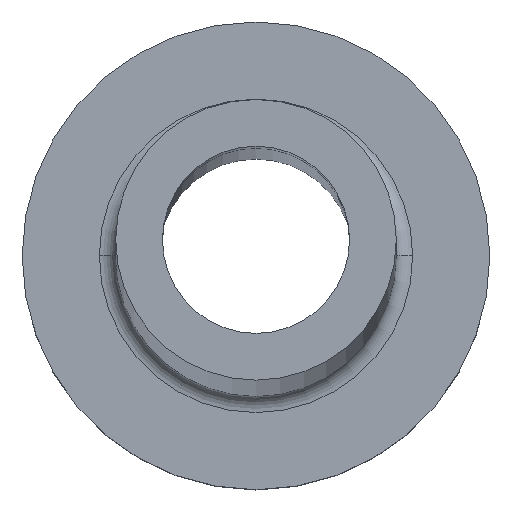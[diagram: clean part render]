
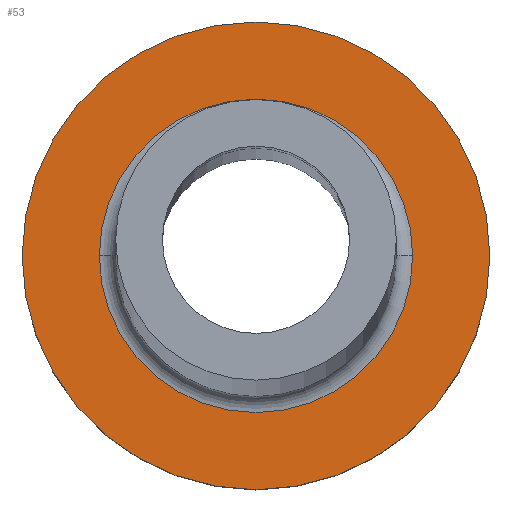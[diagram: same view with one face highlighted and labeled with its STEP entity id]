
A CAD part, top view. The second image highlights one B-rep face of the part: STEP entity #53.
In plain terms, the highlighted planar face has unit normal (0, 0, 1).
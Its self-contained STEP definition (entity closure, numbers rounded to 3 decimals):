
#2 = CARTESIAN_POINT ( 'NONE',  ( -10., 0., 7. ) ) ;
#6 = EDGE_CURVE ( 'NONE', #177, #231, #396, .T. ) ;
#18 = DIRECTION ( 'NONE',  ( 0., 0., 1. ) ) ;
#30 = VERTEX_POINT ( 'NONE', #179 ) ;
#53 = ADVANCED_FACE ( 'NONE', ( #315, #318 ), #425, .T. ) ;
#56 = CARTESIAN_POINT ( 'NONE',  ( 0., 0., 7. ) ) ;
#59 = AXIS2_PLACEMENT_3D ( 'NONE', #178, #104, #321 ) ;
#62 = EDGE_CURVE ( 'NONE', #327, #30, #85, .T. ) ;
#64 = DIRECTION ( 'NONE',  ( 1., 0., 0. ) ) ;
#78 = CIRCLE ( 'NONE', #351, 6.7 ) ;
#85 = CIRCLE ( 'NONE', #320, 10. ) ;
#86 = ORIENTED_EDGE ( 'NONE', *, *, #297, .T. ) ;
#96 = EDGE_LOOP ( 'NONE', ( #164, #371 ) ) ;
#104 = DIRECTION ( 'NONE',  ( 0., 0., -1. ) ) ;
#120 = DIRECTION ( 'NONE',  ( 0., 0., -1. ) ) ;
#126 = CARTESIAN_POINT ( 'NONE',  ( -6.7, 0., 7. ) ) ;
#133 = DIRECTION ( 'NONE',  ( 0., 0., 1. ) ) ;
#141 = CARTESIAN_POINT ( 'NONE',  ( 0., 0., 7. ) ) ;
#155 = CARTESIAN_POINT ( 'NONE',  ( 0., 0., 7. ) ) ;
#164 = ORIENTED_EDGE ( 'NONE', *, *, #6, .T. ) ;
#167 = EDGE_LOOP ( 'NONE', ( #335, #86 ) ) ;
#175 = AXIS2_PLACEMENT_3D ( 'NONE', #141, #349, #64 ) ;
#177 = VERTEX_POINT ( 'NONE', #431 ) ;
#178 = CARTESIAN_POINT ( 'NONE',  ( 0., 0., 7. ) ) ;
#179 = CARTESIAN_POINT ( 'NONE',  ( 10., 0., 7. ) ) ;
#189 = DIRECTION ( 'NONE',  ( 1., 0., 0. ) ) ;
#231 = VERTEX_POINT ( 'NONE', #126 ) ;
#246 = EDGE_CURVE ( 'NONE', #231, #177, #78, .T. ) ;
#248 = AXIS2_PLACEMENT_3D ( 'NONE', #56, #18, #348 ) ;
#297 = EDGE_CURVE ( 'NONE', #30, #327, #329, .T. ) ;
#315 = FACE_BOUND ( 'NONE', #96, .T. ) ;
#318 = FACE_OUTER_BOUND ( 'NONE', #167, .T. ) ;
#320 = AXIS2_PLACEMENT_3D ( 'NONE', #456, #133, #421 ) ;
#321 = DIRECTION ( 'NONE',  ( 1., 0., 0. ) ) ;
#327 = VERTEX_POINT ( 'NONE', #2 ) ;
#329 = CIRCLE ( 'NONE', #248, 10. ) ;
#335 = ORIENTED_EDGE ( 'NONE', *, *, #62, .T. ) ;
#348 = DIRECTION ( 'NONE',  ( 1., 0., 0. ) ) ;
#349 = DIRECTION ( 'NONE',  ( 0., 0., 1. ) ) ;
#351 = AXIS2_PLACEMENT_3D ( 'NONE', #155, #120, #189 ) ;
#371 = ORIENTED_EDGE ( 'NONE', *, *, #246, .T. ) ;
#396 = CIRCLE ( 'NONE', #59, 6.7 ) ;
#421 = DIRECTION ( 'NONE',  ( 1., 0., 0. ) ) ;
#425 = PLANE ( 'NONE',  #175 ) ;
#431 = CARTESIAN_POINT ( 'NONE',  ( 6.7, 0., 7. ) ) ;
#456 = CARTESIAN_POINT ( 'NONE',  ( 0., 0., 7. ) ) ;
